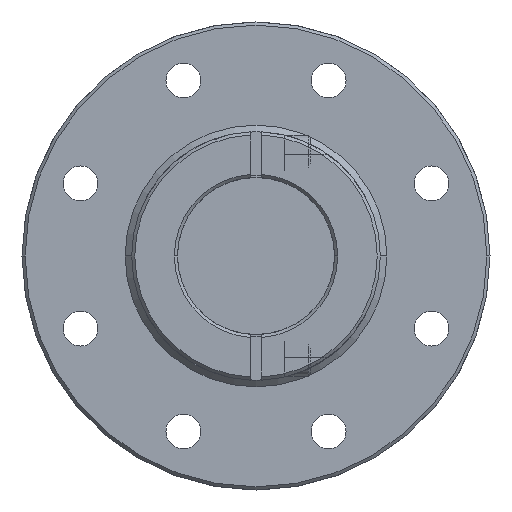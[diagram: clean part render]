
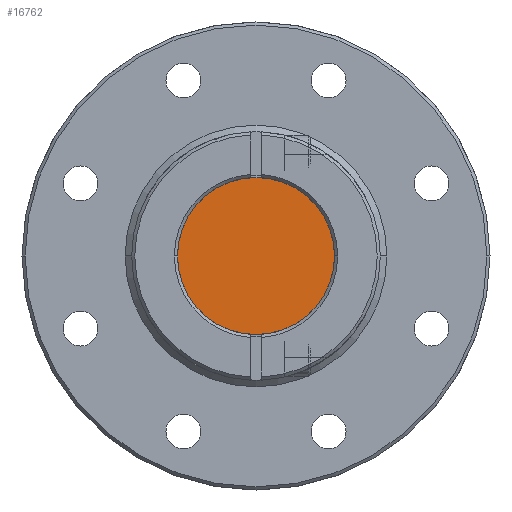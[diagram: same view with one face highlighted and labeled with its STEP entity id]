
A CAD part, left-side view. The second image highlights one B-rep face of the part: STEP entity #16762.
In plain terms, the highlighted planar face has unit normal (-1, 0, 0).
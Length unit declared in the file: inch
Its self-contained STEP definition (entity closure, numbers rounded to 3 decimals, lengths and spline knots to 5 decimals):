
#3706 = AXIS2_PLACEMENT_3D ( 'NONE', #18237, #18218, #18217 ) ;
#4052 = CIRCLE ( 'NONE', #8233, 0.75 ) ;
#4057 = CIRCLE ( 'NONE', #8236, 0.75 ) ;
#4336 = FACE_OUTER_BOUND ( 'NONE', #11320, .T. ) ;
#4526 = VERTEX_POINT ( 'NONE', #9065 ) ;
#4725 = VERTEX_POINT ( 'NONE', #10811 ) ;
#8233 = AXIS2_PLACEMENT_3D ( 'NONE', #9017, #9016, #9014 ) ;
#8236 = AXIS2_PLACEMENT_3D ( 'NONE', #9002, #8999, #8998 ) ;
#8388 = EDGE_CURVE ( 'NONE', #4725, #4526, #4052, .T. ) ;
#8392 = EDGE_CURVE ( 'NONE', #4526, #4725, #4057, .T. ) ;
#8998 = DIRECTION ( 'NONE',  ( 0., 0., 1. ) ) ;
#8999 = DIRECTION ( 'NONE',  ( -1., 0., 0. ) ) ;
#9002 = CARTESIAN_POINT ( 'NONE',  ( -31.3365, 0., 0. ) ) ;
#9014 = DIRECTION ( 'NONE',  ( 0., 0., 1. ) ) ;
#9016 = DIRECTION ( 'NONE',  ( -1., 0., 0. ) ) ;
#9017 = CARTESIAN_POINT ( 'NONE',  ( -31.3365, 0., 0. ) ) ;
#9065 = CARTESIAN_POINT ( 'NONE',  ( -31.3365, 0., -0.75 ) ) ;
#9559 = ORIENTED_EDGE ( 'NONE', *, *, #8392, .T. ) ;
#10811 = CARTESIAN_POINT ( 'NONE',  ( -31.3365, 0., 0.75 ) ) ;
#11320 = EDGE_LOOP ( 'NONE', ( #12943, #9559 ) ) ;
#12943 = ORIENTED_EDGE ( 'NONE', *, *, #8388, .T. ) ;
#16762 = ADVANCED_FACE ( 'NONE', ( #4336 ), #18236, .T. ) ;
#18217 = DIRECTION ( 'NONE',  ( 0., 0., 1. ) ) ;
#18218 = DIRECTION ( 'NONE',  ( -1., 0., 0. ) ) ;
#18236 = PLANE ( 'NONE',  #3706 ) ;
#18237 = CARTESIAN_POINT ( 'NONE',  ( -31.3365, 0., 0. ) ) ;
